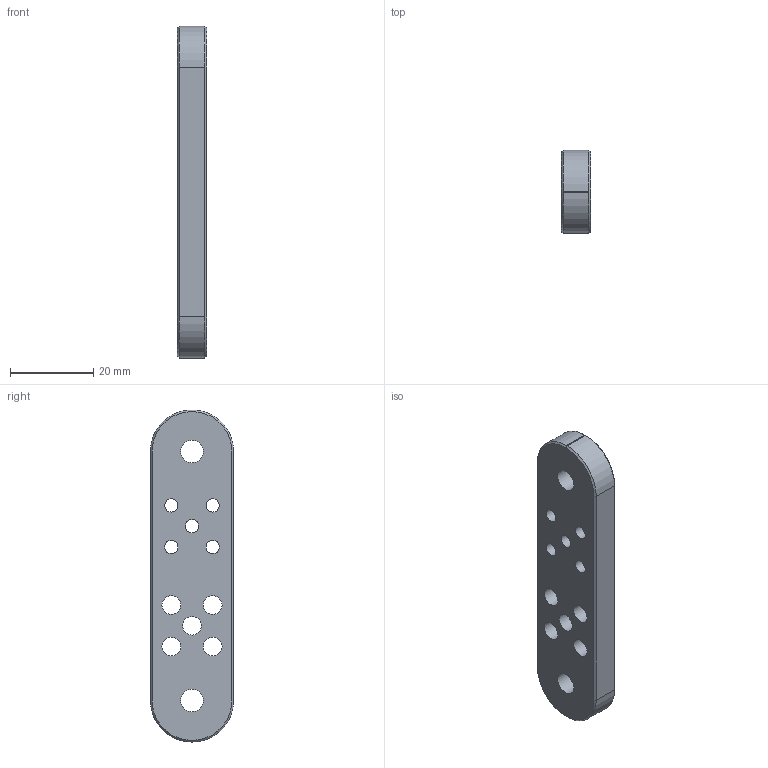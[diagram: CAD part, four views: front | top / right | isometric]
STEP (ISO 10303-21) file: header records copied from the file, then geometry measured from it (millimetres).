
FILE_DESCRIPTION(('FreeCAD Model'),'2;1');
FILE_NAME('Open CASCADE Shape Model','2025-11-16T22:17:03',(''),(''), 'Open CASCADE STEP processor 7.8','FreeCAD','Unknown');
FILE_SCHEMA(('AUTOMOTIVE_DESIGN { 1 0 10303 214 1 1 1 1 }'));
Length unit declared in the file: millimetre
Products named in the file (1): RemovalToolHolder
Bounding box: 7 x 20 x 80 mm (x, y, z)
Volume: 9189.9 mm3; surface area: 4905.6 mm2
Topology: 1 solids, 1 shells, 50 faces, 116 edges, 68 vertices
Faces by surface type: cone 20, cylinder 16, plane 14
Full cylindrical faces by diameter (mm): 3.2 x5, 4.5 x5, 5.4 x2
Entity records: 1477 total; most frequent: DIRECTION 270, CARTESIAN_POINT 235, ORIENTED_EDGE 232, EDGE_CURVE 116, AXIS2_PLACEMENT_3D 103, FACE_BOUND 74, EDGE_LOOP 74, VERTEX_POINT 68
